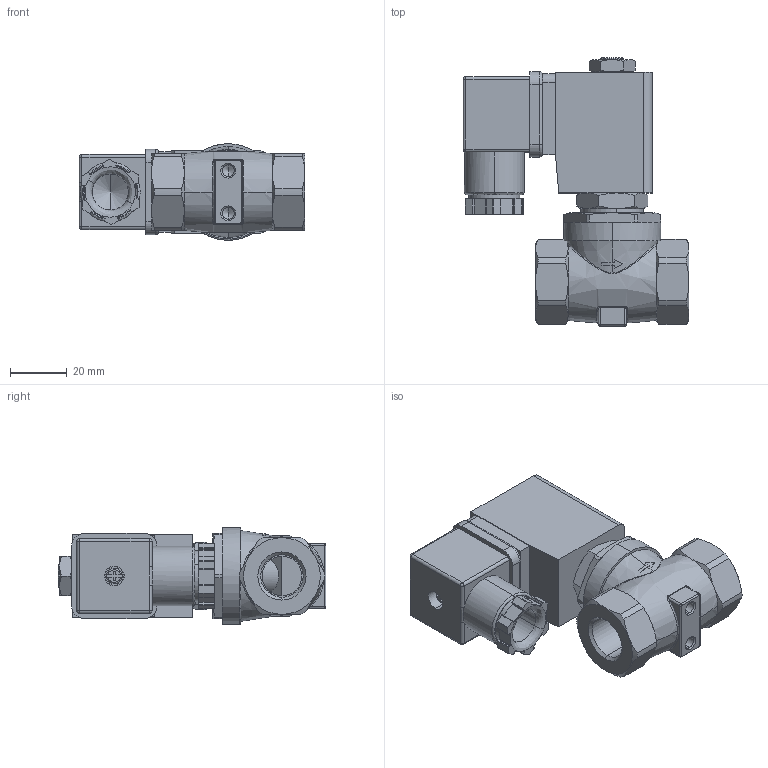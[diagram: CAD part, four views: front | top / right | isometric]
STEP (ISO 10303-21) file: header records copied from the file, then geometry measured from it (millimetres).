
FILE_DESCRIPTION (( 'STEP AP214' ), '1' );
FILE_NAME ('EV04_DN8_3-8 Zoll.STEP', '2024-01-18T13:40:25', ( '' ), ( '' ), 'SwSTEP 2.0', 'SolidWorks 2021', '' );
FILE_SCHEMA (( 'AUTOMOTIVE_DESIGN' ));
Length unit declared in the file: metre
Products named in the file (25): ENG-008292; ENG-008304; ENG-008293; ENG-008308; ENG-008305; ENG-008296; ENG-008299; ENG-008303; ENG-015750; ENG-008297; ENG-008294; EV04_DN8_3-8 Zoll; ENG-008306; ENG-008298; ENG-008300; ENG-008302; ENG-016002; ENG-008290; ENG-016064; ENG-016066; ENG-008295; ENG-008301; ENG-008291; ENG-008307; ENG-016065
Assembly tree (24 placements, depth 2):
  EV04_DN8_3-8 Zoll
    ENG-008306
    ENG-008302
    ENG-008308
    ENG-008294
    ENG-008293
    ENG-008292
    ENG-008295
    ENG-008303
    ENG-008304
    ENG-008305
    ENG-008299
    ENG-008296
    ENG-008291
    ENG-008298
    ENG-008297
    ENG-008300
    ENG-008307
    ENG-008290
    ENG-008301
    ENG-015750
    ENG-016002
    ENG-016064
    ENG-016065
    ENG-016066
Bounding box: 79.5 x 94.3 x 34 mm (x, y, z)
Volume: 101310.6 mm3; surface area: 55447.7 mm2
Topology: 24 solids, 24 shells, 855 faces, 2117 edges, 1322 vertices
Faces by surface type: cylinder 317, plane 287, bspline 130, cone 121
Entity records: 46768 total; most frequent: CARTESIAN_POINT 16618, ORIENTED_EDGE 4206, DIRECTION 4148, EDGE_CURVE 2103, AXIS2_PLACEMENT_3D 1620, VERTEX_POINT 1322, EDGE_LOOP 937, UNCERTAINTY_MEASURE_WITH_UNIT 920
